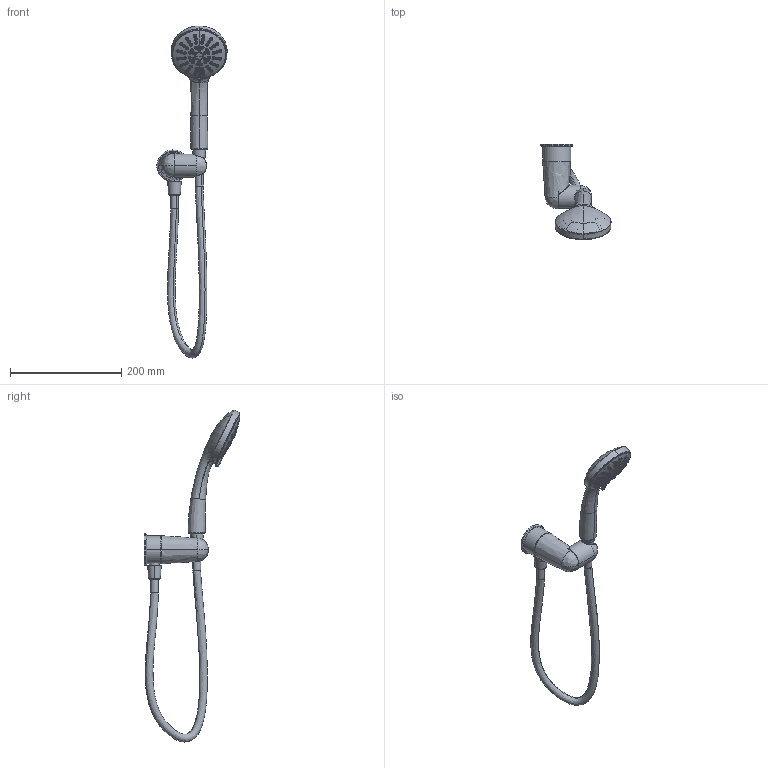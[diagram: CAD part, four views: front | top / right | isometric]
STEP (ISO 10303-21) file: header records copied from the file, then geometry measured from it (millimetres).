
FILE_DESCRIPTION(/* description */ (''),/* implementation_level */ '2;1');
FILE_NAME(/* name */ 'STP - Posh Solus MK3 Handshower with Wall Bracket 3 Functions Chrome (4 Star)_v2',/* time_stamp */ '2025-05-23T13:11:38+10:00',/* author */ (''),/* organization */ (''),/* preprocessor_version */ 'ST-DEVELOPER v16.5',/* originating_system */ 'Rhino 7.37',/* authorisation */ '');
FILE_SCHEMA (('AUTOMOTIVE_DESIGN'));
Length unit declared in the file: millimetre
Products named in the file (2): Document; Posh Solus MK3 Handshower with Wall Bracket 3 Functions Chro
Assembly tree (1 placements, depth 2):
  Document
    Posh Solus MK3 Handshower with Wall Bracket 3 Functions Chro
Bounding box: 126.02 x 172 x 597.17 mm (x, y, z)
Volume: 203065.5 mm3; surface area: 183577.6 mm2
Topology: 8 solids, 11 shells, 2127 faces, 4947 edges, 3062 vertices
Faces by surface type: bspline 1653, plane 315, cylinder 159
Entity records: 207502 total; most frequent: CARTESIAN_POINT 176931, ORIENTED_EDGE 9865, EDGE_CURVE 4941, B_SPLINE_CURVE_WITH_KNOTS 3310, VERTEX_POINT 3063, EDGE_LOOP 2654, ADVANCED_FACE 2127, FACE_OUTER_BOUND 2127
